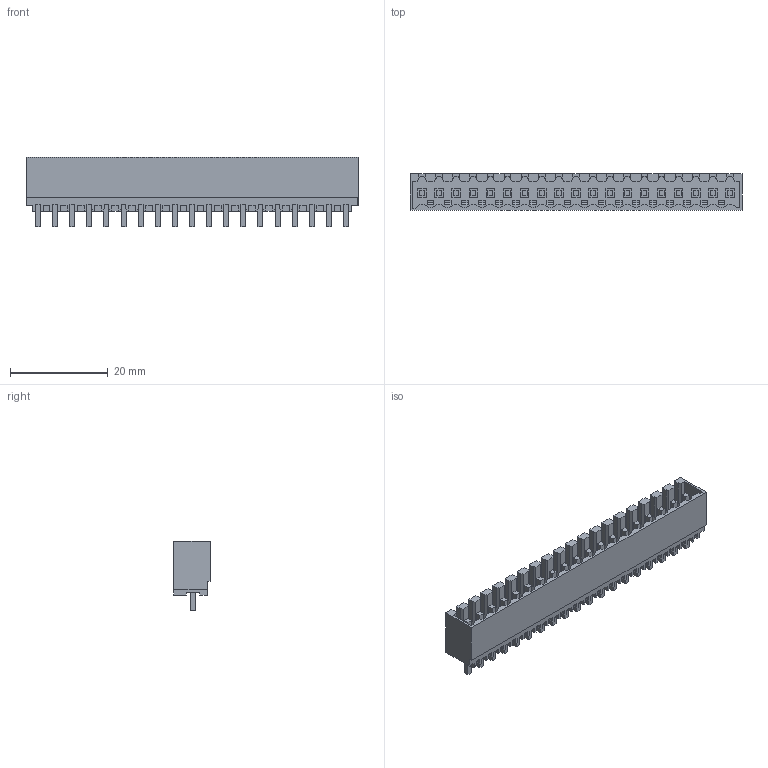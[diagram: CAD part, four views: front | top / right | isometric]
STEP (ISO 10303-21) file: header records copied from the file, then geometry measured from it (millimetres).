
FILE_DESCRIPTION(('CATIA V5 STEP Exchange','CAx-IF Rec.Pracs.--- Model Styling and Organization---1.2---2011-12-15'),'2;1');
FILE_NAME ('D1453678_0_1621810000_1621810000.stp','2018-03-12T07:17:22+00:00',('none'),('Weidmueller'),'CATIA Version 5-6 Release 2014','CATIA V5 STEP AP214','none');
FILE_SCHEMA(('AUTOMOTIVE_DESIGN { 1 0 10303 214 1 1 1 1 }'));
Length unit declared in the file: millimetre
Products named in the file (1): 1621810000
Bounding box: 67.9 x 7.45 x 14.25 mm (x, y, z)
Volume: 2196.1 mm3; surface area: 6151.2 mm2
Topology: 20 solids, 20 shells, 1127 faces, 3326 edges, 2276 vertices
Faces by surface type: plane 1108, cylinder 19
Entity records: 35387 total; most frequent: ORIENTED_EDGE 6652, CARTESIAN_POINT 6186, DIRECTION 4492, EDGE_CURVE 3326, VECTOR 3288, LINE 3288, VERTEX_POINT 2276, EDGE_LOOP 1202
